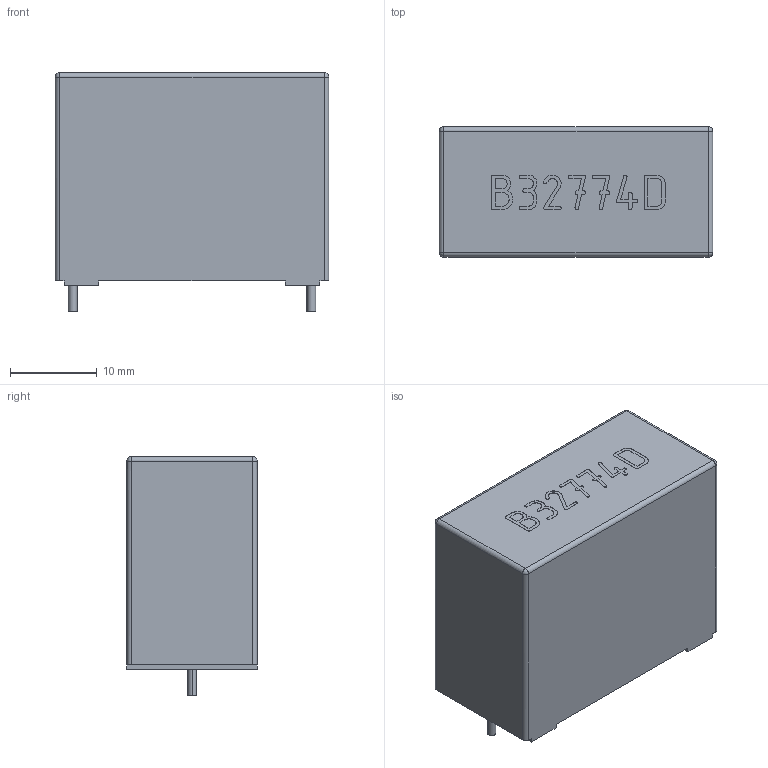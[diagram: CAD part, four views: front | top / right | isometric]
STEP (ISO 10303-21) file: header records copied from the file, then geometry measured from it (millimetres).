
FILE_DESCRIPTION (( 'STEP AP214' ), '1' );
FILE_NAME ('B32774D (w=15mm).STEP', '2020-11-13T17:27:15', ( '' ), ( '' ), 'SwSTEP 2.0', 'SolidWorks 2020', '' );
FILE_SCHEMA (( 'AUTOMOTIVE_DESIGN' ));
Length unit declared in the file: millimetre
Products named in the file (1): B32774D (w=15mm)
Bounding box: 31.5 x 15 x 27.5 mm (x, y, z)
Volume: 11394.1 mm3; surface area: 3193.5 mm2
Topology: 1 solids, 1 shells, 179 faces, 487 edges, 318 vertices
Faces by surface type: plane 87, bspline 76, cylinder 12, sphere 4
Entity records: 10092 total; most frequent: CARTESIAN_POINT 4109, ORIENTED_EDGE 966, DIRECTION 559, EDGE_CURVE 483, VERTEX_POINT 318, VECTOR 303, LINE 303, EDGE_LOOP 191
